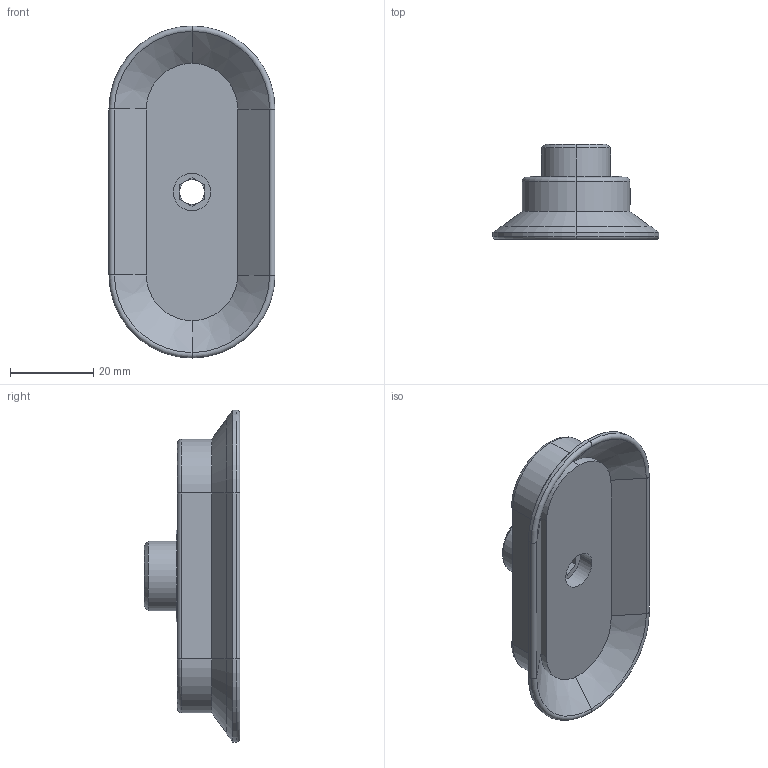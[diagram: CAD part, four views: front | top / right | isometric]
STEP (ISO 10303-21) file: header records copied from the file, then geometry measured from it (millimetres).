
FILE_DESCRIPTION(('STEP AP214'),'1');
FILE_NAME('COVAL_COFC4080M38G.stp','2017-12-27T16:16:37',('TraceParts'),('TraceParts S.A.'),'Spatial InterOp 3D',' ',' ');
FILE_SCHEMA(('automotive_design'));
Length unit declared in the file: millimetre
Products named in the file (1): COVAL_COFC4080M38G
Bounding box: 40 x 23 x 80 mm (x, y, z)
Volume: 19869.9 mm3; surface area: 9078.9 mm2
Topology: 1 solids, 1 shells, 134 faces, 307 edges, 186 vertices
Faces by surface type: plane 65, cylinder 26, cone 18, bspline 17, torus 8
Entity records: 6683 total; most frequent: CARTESIAN_POINT 2635, ORIENTED_EDGE 614, DIRECTION 589, EDGE_CURVE 307, AXIS2_PLACEMENT_3D 198, LINE 193, VECTOR 193, VERTEX_POINT 186
